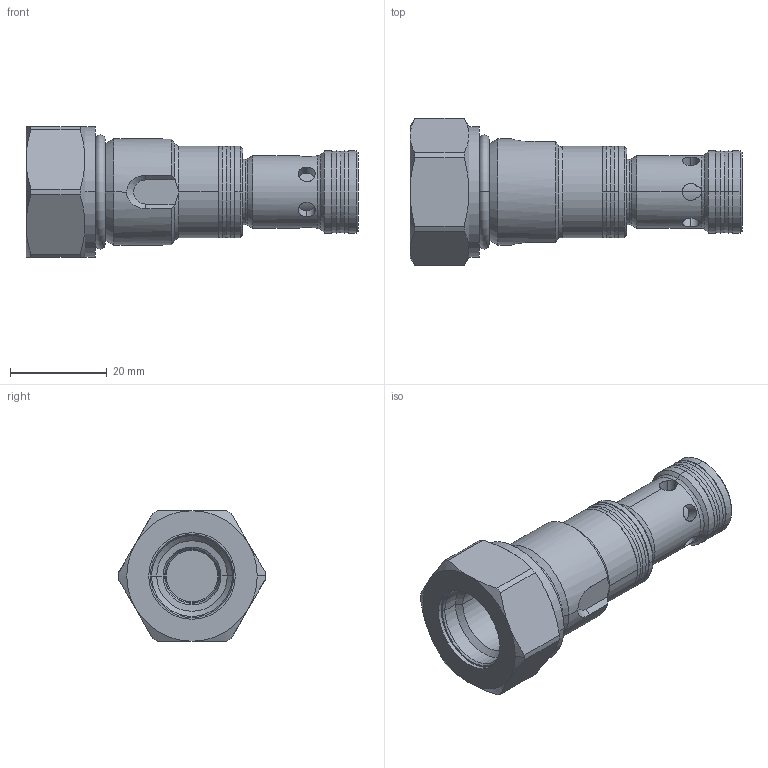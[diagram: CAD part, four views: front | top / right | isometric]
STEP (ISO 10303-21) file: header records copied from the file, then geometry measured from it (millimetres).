
FILE_DESCRIPTION (( 'STEP AP214' ), '1' );
FILE_NAME ('483.F2_defeature.STEP', '2017-02-01T14:18:27', ( 'user' ), ( '' ), 'SwSTEP 2.0', 'SolidWorks 2016', '' );
FILE_SCHEMA (( 'AUTOMOTIVE_DESIGN' ));
Length unit declared in the file: millimetre
Products named in the file (1): 483.F2_defeature
Bounding box: 68.7 x 30.5 x 27 mm (x, y, z)
Volume: 20038.6 mm3; surface area: 7053.8 mm2
Topology: 1 solids, 1 shells, 151 faces, 335 edges, 199 vertices
Faces by surface type: cylinder 54, cone 48, plane 23, torus 18, bspline 8
Entity records: 5312 total; most frequent: CARTESIAN_POINT 1633, DIRECTION 702, ORIENTED_EDGE 670, EDGE_CURVE 335, AXIS2_PLACEMENT_3D 298, VERTEX_POINT 199, EDGE_LOOP 164, CIRCLE 154
